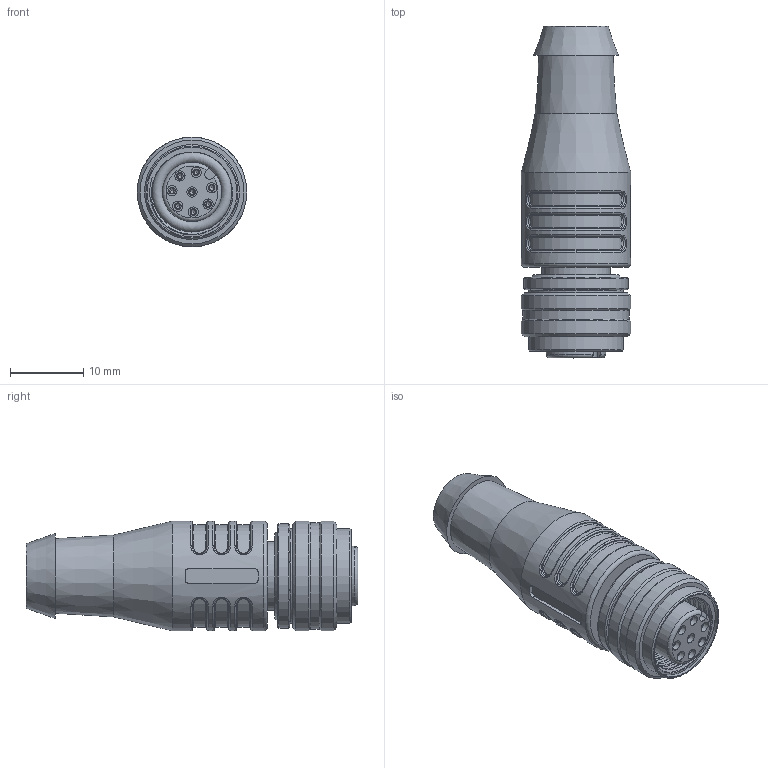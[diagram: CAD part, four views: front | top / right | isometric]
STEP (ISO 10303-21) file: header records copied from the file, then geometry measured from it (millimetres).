
FILE_DESCRIPTION(/* description */ (''),/* implementation_level */ '2;1');
FILE_NAME(/* name */ 'VK205A25.stp',/* time_stamp */ '2016-10-11T15:40:15+02:00',/* author */ ('mitarbeiter'),/* organization */ (''),/* preprocessor_version */ 'ST-DEVELOPER v15.2',/* originating_system */ 'Autodesk Inventor 2014',/* authorisation */ '');
FILE_SCHEMA (('AUTOMOTIVE_DESIGN { 1 0 10303 214 3 1 1 }'));
Length unit declared in the file: millimetre
Products named in the file (13): Crimphuelse_M12_D-kod; Schirmgehaeuse_M12_ax; O-Ring_7_D1_5_gedehnt; Schirmhuelse_M12-Wink; Rastring; Ueberwurfmutter_neues; BG_Ueberwurfmutter_AL; Migration_00100; Steckbuchse; Buchseneinsatz WAKS8_; BG Buchseneinsatz WAK; AL_WAKS8_nur_Kopf; VK205A25
Bounding box: 15 x 45.4 x 15 mm (x, y, z)
Volume: 6188.4 mm3; surface area: 6854.6 mm2
Topology: 17 solids, 17 shells, 996 faces, 2475 edges, 1561 vertices
Faces by surface type: cylinder 378, plane 346, bspline 137, torus 74, cone 61
Full cylindrical faces by diameter (mm): 0.525 x4, 0.6 x8, 0.9 x8, 1 x8, 1.2 x8, 1.4 x24, 1.475 x8, 1.5 x16, 1.6 x8, 1.8 x8, 2.1 x1, 3 x2, 7.95 x1, 8.4 x1, 8.675 x1, 8.725 x1, 8.9 x1, 9.375 x2, 9.5 x1, 9.6 x1, 10.95 x6, 12.3 x1, 12.5 x1, 13 x1, 13.2 x1, 14.25 x1, 14.5 x1, 15 x3
Entity records: 23896 total; most frequent: CARTESIAN_POINT 8833, DIRECTION 3222, ORIENTED_EDGE 2936, EDGE_CURVE 1468, AXIS2_PLACEMENT_3D 1320, VERTEX_POINT 1004, EDGE_LOOP 794, CIRCLE 707
